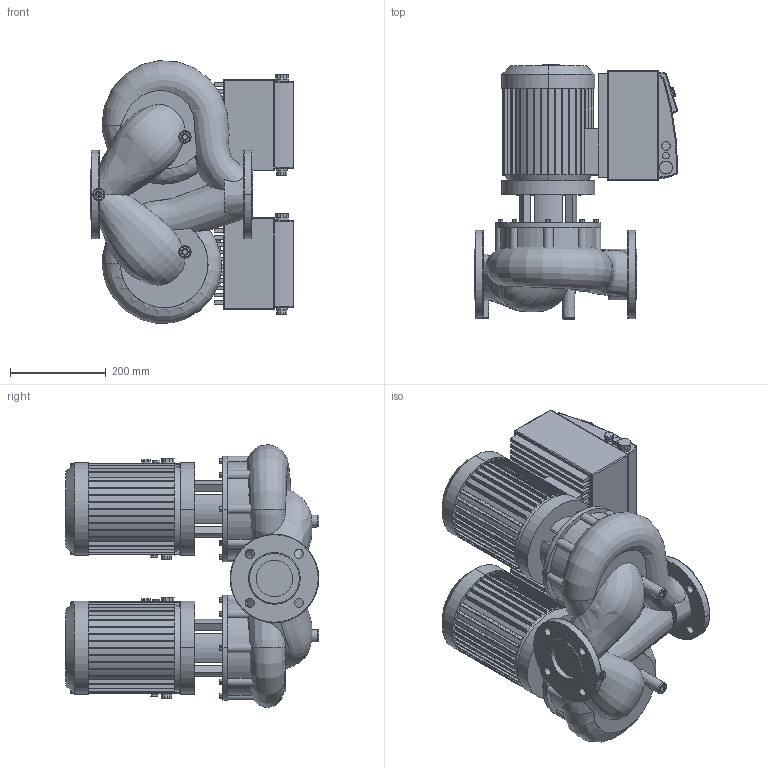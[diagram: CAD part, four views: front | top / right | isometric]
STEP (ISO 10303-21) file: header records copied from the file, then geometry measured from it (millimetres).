
FILE_DESCRIPTION((''),'2;1');
FILE_NAME('3d_DP-E65_120-3_2-R1-IE4-2159015.stp','2016-08-05T07:35:55',(''),(''),'Mechanical Desktop 2009','Mechanical Desktop 2009',', , ');
FILE_SCHEMA(('CONFIG_CONTROL_DESIGN'));
Length unit declared in the file: millimetre
Products named in the file (1): Product
Bounding box: 426 x 530.5 x 548.82 mm (x, y, z)
Volume: 45154136.9 mm3; surface area: 2257855.6 mm2
Topology: 21 solids, 21 shells, 1443 faces, 3746 edges, 2392 vertices
Faces by surface type: plane 776, bspline 303, cylinder 302, sphere 36, torus 16, cone 10
Entity records: 63270 total; most frequent: CARTESIAN_POINT 28324, ORIENTED_EDGE 7412, DIRECTION 6974, EDGE_CURVE 3706, VECTOR 2392, LINE 2392, VERTEX_POINT 2390, AXIS2_PLACEMENT_3D 2291
